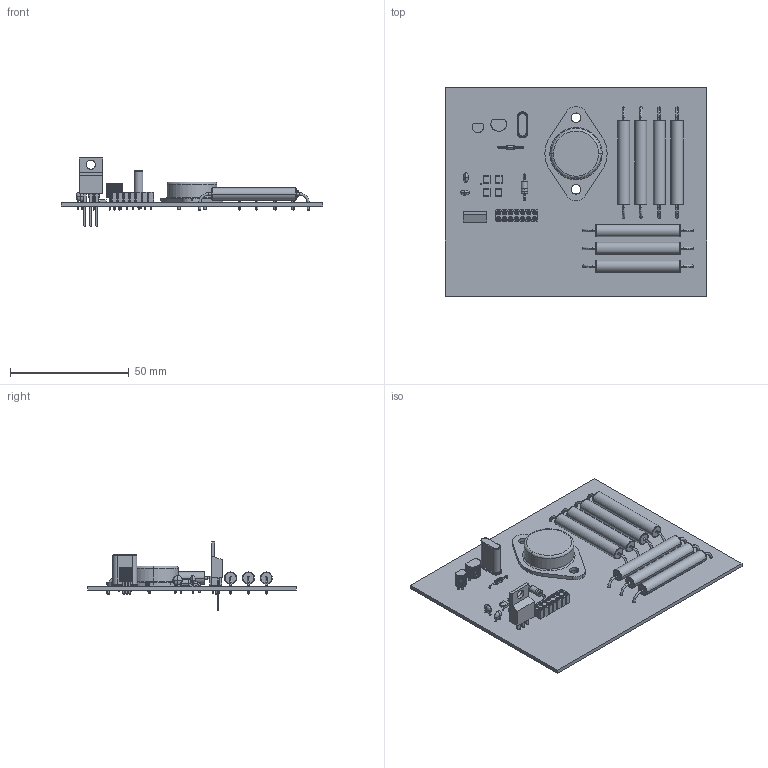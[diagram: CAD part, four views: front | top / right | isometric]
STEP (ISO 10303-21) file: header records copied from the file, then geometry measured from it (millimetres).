
FILE_DESCRIPTION(('PCB Model'),'2;1');
FILE_NAME('Automatic Irrigation System Project(PIC).STEP','2026-01-07T13:07:32',('lenovo'),('Unspecified'), 'Open CASCADE STEP processor 6.8','Proteus','Unknown');
FILE_SCHEMA(('CONFIG_CONTROL_DESIGN','SHAPE_APPEARANCE_LAYER_MIM'));
Length unit declared in the file: millimetre
Products named in the file (62): Open CASCADE STEP translator 6.8 1; Layer_1; SOLAR_PANEL_SECTION; Open CASCADE STEP translator 6.8 1.2.1; Body_1; R3; Open CASCADE STEP translator 6.8 1.3.1; Pin_1; Pin_2; R1; R2; R4; R5; R6; R7; LCD1; Open CASCADE STEP translator 6.8 1.10.1; U2; Open CASCADE STEP translator 6.8 1.11.1; Q1; Open CASCADE STEP translator 6.8 1.12.1; Pin_3; C2; Open CASCADE STEP translator 6.8 1.13.1; X1; Open CASCADE STEP translator 6.8 1.14.1; Q2; Open CASCADE STEP translator 6.8 1.15.1; D1; Open CASCADE STEP translator 6.8 1.16.1; C1; C3; Open CASCADE STEP translator 6.8 1.18.1; C4; C5; C6; RELAY_&_WATER_PUMP; Open CASCADE STEP translator 6.8 1.22.1
Assembly tree (71 placements, depth 5):
  Open CASCADE STEP translator 6.8 1
    Layer_1
    SOLAR_PANEL_SECTION
      Open CASCADE STEP translator 6.8 1.2.1
        Body_1
          (unnamed)
          (unnamed)
          (unnamed)
          (unnamed)
          (unnamed)
    R3
      Open CASCADE STEP translator 6.8 1.3.1
        Body_1
        Pin_1
        Pin_2
    R1
      Open CASCADE STEP translator 6.8 1.3.1
        Body_1
        Pin_1
        Pin_2
    R2
      Open CASCADE STEP translator 6.8 1.3.1
        Body_1
        Pin_1
        Pin_2
    R4
      Open CASCADE STEP translator 6.8 1.3.1
        Body_1
        Pin_1
        Pin_2
    R5
      Open CASCADE STEP translator 6.8 1.3.1
        Body_1
        Pin_1
        Pin_2
    R6
      Open CASCADE STEP translator 6.8 1.3.1
        Body_1
        Pin_1
        Pin_2
    R7
      Open CASCADE STEP translator 6.8 1.3.1
        Body_1
        Pin_1
        Pin_2
    LCD1
      Open CASCADE STEP translator 6.8 1.10.1
        Body_1
    U2
      Open CASCADE STEP translator 6.8 1.11.1
        Body_1
    Q1
      Open CASCADE STEP translator 6.8 1.12.1
        Body_1
        Pin_1
        Pin_2
        Pin_3
    C2
      Open CASCADE STEP translator 6.8 1.13.1
        Body_1
Bounding box: 110 x 87.5 x 28.62 mm (x, y, z)
Volume: 25597.6 mm3; surface area: 29372.6 mm2
Topology: 58 solids, 58 shells, 1442 faces, 3763 edges, 2393 vertices
Faces by surface type: cylinder 435, plane 419, cone 280, sphere 110, torus 108, bspline 76, extrusion 14
Entity records: 50390 total; most frequent: CARTESIAN_POINT 10138, DIRECTION 6266, ORIENTED_EDGE 6166, EDGE_CURVE 3083, AXIS2_PLACEMENT_3D 2446, VERTEX_POINT 2087, FACE_BOUND 1412, EDGE_LOOP 1412
